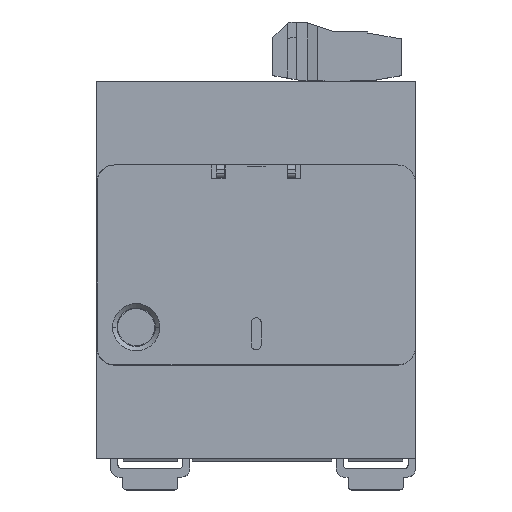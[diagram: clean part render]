
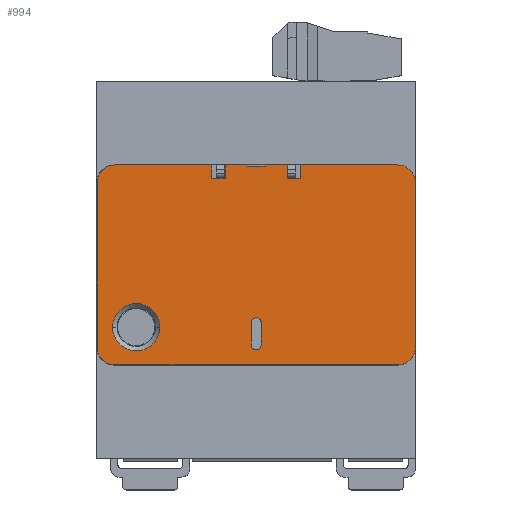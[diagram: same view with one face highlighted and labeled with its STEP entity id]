
A CAD part, top view. The second image highlights one B-rep face of the part: STEP entity #994.
In plain terms, the highlighted planar face has unit normal (0, 0, 1).
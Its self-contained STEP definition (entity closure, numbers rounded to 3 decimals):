
#13=DIRECTION('',(0.,-1.,0.));
#14=VECTOR('',#13,4.948);
#15=CARTESIAN_POINT('',(34.805,37.419,0.));
#16=LINE('',#15,#14);
#17=CARTESIAN_POINT('',(35.905,32.471,0.));
#18=DIRECTION('',(0.,0.,1.));
#19=DIRECTION('',(-1.,0.,0.));
#20=AXIS2_PLACEMENT_3D('',#17,#18,#19);
#22=DIRECTION('',(0.,1.,0.));
#23=VECTOR('',#22,5.03);
#24=CARTESIAN_POINT('',(37.005,32.471,0.));
#25=LINE('',#24,#23);
#26=CARTESIAN_POINT('',(35.903,37.502,0.));
#27=DIRECTION('',(0.,0.,1.));
#28=DIRECTION('',(1.,0.,0.));
#29=AXIS2_PLACEMENT_3D('',#26,#27,#28);
#31=CARTESIAN_POINT('',(67.705,69.002,0.));
#32=DIRECTION('',(0.,0.,1.));
#33=DIRECTION('',(1.,0.,0.));
#34=AXIS2_PLACEMENT_3D('',#31,#32,#33);
#36=DIRECTION('',(0.,1.,0.));
#37=VECTOR('',#36,37.);
#38=CARTESIAN_POINT('',(71.705,32.002,0.));
#39=LINE('',#38,#37);
#40=CARTESIAN_POINT('',(67.705,32.002,0.));
#41=DIRECTION('',(0.,0.,1.));
#42=DIRECTION('',(0.,-1.,0.));
#43=AXIS2_PLACEMENT_3D('',#40,#41,#42);
#45=DIRECTION('',(1.,0.,0.));
#46=VECTOR('',#45,63.6);
#47=CARTESIAN_POINT('',(4.105,28.002,0.));
#48=LINE('',#47,#46);
#49=CARTESIAN_POINT('',(4.105,32.002,0.));
#50=DIRECTION('',(0.,0.,1.));
#51=DIRECTION('',(-1.,0.,0.));
#52=AXIS2_PLACEMENT_3D('',#49,#50,#51);
#54=DIRECTION('',(0.,-1.,0.));
#55=VECTOR('',#54,37.);
#56=CARTESIAN_POINT('',(0.105,69.002,0.));
#57=LINE('',#56,#55);
#58=CARTESIAN_POINT('',(4.105,69.002,0.));
#59=DIRECTION('',(0.,0.,1.));
#60=DIRECTION('',(0.,1.,0.));
#61=AXIS2_PLACEMENT_3D('',#58,#59,#60);
#63=DIRECTION('',(-1.,0.,0.));
#64=VECTOR('',#63,21.8);
#65=CARTESIAN_POINT('',(25.905,73.002,0.));
#66=LINE('',#65,#64);
#67=DIRECTION('',(0.,1.,0.));
#68=VECTOR('',#67,3.);
#69=CARTESIAN_POINT('',(25.905,70.002,0.));
#70=LINE('',#69,#68);
#71=DIRECTION('',(-1.,0.,0.));
#72=VECTOR('',#71,3.);
#73=CARTESIAN_POINT('',(28.905,70.002,0.));
#74=LINE('',#73,#72);
#75=DIRECTION('',(0.,-1.,0.));
#76=VECTOR('',#75,3.);
#77=CARTESIAN_POINT('',(28.905,73.002,0.));
#78=LINE('',#77,#76);
#79=DIRECTION('',(-1.,0.,0.));
#80=VECTOR('',#79,5.);
#81=CARTESIAN_POINT('',(33.905,73.002,0.));
#82=LINE('',#81,#80);
#83=DIRECTION('',(0.,1.,0.));
#84=VECTOR('',#83,0.35);
#85=CARTESIAN_POINT('',(33.905,72.652,0.));
#86=LINE('',#85,#84);
#87=DIRECTION('',(-1.,0.,0.));
#88=VECTOR('',#87,4.);
#89=CARTESIAN_POINT('',(37.905,72.652,0.));
#90=LINE('',#89,#88);
#91=DIRECTION('',(0.,-1.,0.));
#92=VECTOR('',#91,0.35);
#93=CARTESIAN_POINT('',(37.905,73.002,0.));
#94=LINE('',#93,#92);
#95=DIRECTION('',(-1.,0.,0.));
#96=VECTOR('',#95,5.);
#97=CARTESIAN_POINT('',(42.905,73.002,0.));
#98=LINE('',#97,#96);
#99=DIRECTION('',(0.,1.,0.));
#100=VECTOR('',#99,3.);
#101=CARTESIAN_POINT('',(42.905,70.002,0.));
#102=LINE('',#101,#100);
#103=DIRECTION('',(-1.,0.,0.));
#104=VECTOR('',#103,3.);
#105=CARTESIAN_POINT('',(45.905,70.002,0.));
#106=LINE('',#105,#104);
#107=DIRECTION('',(0.,-1.,0.));
#108=VECTOR('',#107,3.);
#109=CARTESIAN_POINT('',(45.905,73.002,0.));
#110=LINE('',#109,#108);
#111=DIRECTION('',(-1.,0.,0.));
#112=VECTOR('',#111,21.8);
#113=CARTESIAN_POINT('',(67.705,73.002,0.));
#114=LINE('',#113,#112);
#115=CARTESIAN_POINT('',(8.905,36.502,0.));
#116=DIRECTION('',(0.,0.,-1.));
#117=DIRECTION('',(-1.,0.,0.));
#118=AXIS2_PLACEMENT_3D('',#115,#116,#117);
#120=CARTESIAN_POINT('',(8.905,36.502,0.));
#121=DIRECTION('',(0.,0.,-1.));
#122=DIRECTION('',(1.,0.,0.));
#123=AXIS2_PLACEMENT_3D('',#120,#121,#122);
#711=CARTESIAN_POINT('',(45.905,73.002,0.));
#712=CARTESIAN_POINT('',(45.905,70.002,0.));
#713=VERTEX_POINT('',#711);
#714=VERTEX_POINT('',#712);
#715=CARTESIAN_POINT('',(42.905,70.002,0.));
#716=VERTEX_POINT('',#715);
#717=CARTESIAN_POINT('',(42.905,73.002,0.));
#718=VERTEX_POINT('',#717);
#719=CARTESIAN_POINT('',(37.905,73.002,0.));
#720=VERTEX_POINT('',#719);
#721=CARTESIAN_POINT('',(37.905,72.652,0.));
#722=VERTEX_POINT('',#721);
#723=CARTESIAN_POINT('',(33.905,72.652,0.));
#724=VERTEX_POINT('',#723);
#725=CARTESIAN_POINT('',(33.905,73.002,0.));
#726=VERTEX_POINT('',#725);
#727=CARTESIAN_POINT('',(28.905,73.002,0.));
#728=VERTEX_POINT('',#727);
#729=CARTESIAN_POINT('',(28.905,70.002,0.));
#730=VERTEX_POINT('',#729);
#731=CARTESIAN_POINT('',(25.905,70.002,0.));
#732=VERTEX_POINT('',#731);
#733=CARTESIAN_POINT('',(25.905,73.002,0.));
#734=VERTEX_POINT('',#733);
#871=CARTESIAN_POINT('',(34.805,37.419,0.));
#872=CARTESIAN_POINT('',(34.805,32.471,0.));
#873=VERTEX_POINT('',#871);
#874=VERTEX_POINT('',#872);
#875=CARTESIAN_POINT('',(37.005,32.471,0.));
#876=VERTEX_POINT('',#875);
#877=CARTESIAN_POINT('',(37.005,37.502,0.));
#878=VERTEX_POINT('',#877);
#895=CARTESIAN_POINT('',(71.705,69.002,0.));
#896=VERTEX_POINT('',#895);
#897=CARTESIAN_POINT('',(67.705,73.002,0.));
#898=VERTEX_POINT('',#897);
#903=CARTESIAN_POINT('',(67.705,28.002,0.));
#904=VERTEX_POINT('',#903);
#905=CARTESIAN_POINT('',(71.705,32.002,0.));
#906=VERTEX_POINT('',#905);
#911=CARTESIAN_POINT('',(4.105,73.002,0.));
#912=VERTEX_POINT('',#911);
#913=CARTESIAN_POINT('',(0.105,69.002,0.));
#914=VERTEX_POINT('',#913);
#919=CARTESIAN_POINT('',(0.105,32.002,0.));
#920=VERTEX_POINT('',#919);
#921=CARTESIAN_POINT('',(4.105,28.002,0.));
#922=VERTEX_POINT('',#921);
#923=CARTESIAN_POINT('',(3.605,36.502,0.));
#924=CARTESIAN_POINT('',(14.205,36.502,0.));
#925=VERTEX_POINT('',#923);
#926=VERTEX_POINT('',#924);
#931=CARTESIAN_POINT('',(0.,0.,0.));
#932=DIRECTION('',(0.,0.,1.));
#933=DIRECTION('',(1.,0.,0.));
#934=AXIS2_PLACEMENT_3D('',#931,#932,#933);
#935=PLANE('',#934);
#937=ORIENTED_EDGE('',*,*,#936,.F.);
#939=ORIENTED_EDGE('',*,*,#938,.F.);
#941=ORIENTED_EDGE('',*,*,#940,.F.);
#943=ORIENTED_EDGE('',*,*,#942,.F.);
#945=ORIENTED_EDGE('',*,*,#944,.F.);
#947=ORIENTED_EDGE('',*,*,#946,.F.);
#949=ORIENTED_EDGE('',*,*,#948,.F.);
#951=ORIENTED_EDGE('',*,*,#950,.F.);
#953=ORIENTED_EDGE('',*,*,#952,.F.);
#955=ORIENTED_EDGE('',*,*,#954,.F.);
#957=ORIENTED_EDGE('',*,*,#956,.F.);
#959=ORIENTED_EDGE('',*,*,#958,.F.);
#961=ORIENTED_EDGE('',*,*,#960,.F.);
#963=ORIENTED_EDGE('',*,*,#962,.F.);
#965=ORIENTED_EDGE('',*,*,#964,.F.);
#967=ORIENTED_EDGE('',*,*,#966,.F.);
#969=ORIENTED_EDGE('',*,*,#968,.F.);
#971=ORIENTED_EDGE('',*,*,#970,.F.);
#973=ORIENTED_EDGE('',*,*,#972,.F.);
#975=ORIENTED_EDGE('',*,*,#974,.F.);
#976=EDGE_LOOP('',(#937,#939,#941,#943,#945,#947,#949,#951,#953,#955,#957,#959,
#961,#963,#965,#967,#969,#971,#973,#975));
#977=FACE_OUTER_BOUND('',#976,.F.);
#979=ORIENTED_EDGE('',*,*,#978,.T.);
#981=ORIENTED_EDGE('',*,*,#980,.T.);
#983=ORIENTED_EDGE('',*,*,#982,.T.);
#985=ORIENTED_EDGE('',*,*,#984,.T.);
#986=EDGE_LOOP('',(#979,#981,#983,#985));
#987=FACE_BOUND('',#986,.F.);
#989=ORIENTED_EDGE('',*,*,#988,.F.);
#991=ORIENTED_EDGE('',*,*,#990,.F.);
#992=EDGE_LOOP('',(#989,#991));
#993=FACE_BOUND('',#992,.F.);
#994=ADVANCED_FACE('',(#977,#987,#993),#935,.T.);
#21=CIRCLE('',#20,1.1);
#30=CIRCLE('',#29,1.102);
#35=CIRCLE('',#34,4.);
#44=CIRCLE('',#43,4.);
#53=CIRCLE('',#52,4.);
#62=CIRCLE('',#61,4.);
#119=CIRCLE('',#118,5.3);
#124=CIRCLE('',#123,5.3);
#936=EDGE_CURVE('',#896,#898,#35,.T.);
#938=EDGE_CURVE('',#906,#896,#39,.T.);
#940=EDGE_CURVE('',#904,#906,#44,.T.);
#942=EDGE_CURVE('',#922,#904,#48,.T.);
#944=EDGE_CURVE('',#920,#922,#53,.T.);
#946=EDGE_CURVE('',#914,#920,#57,.T.);
#948=EDGE_CURVE('',#912,#914,#62,.T.);
#950=EDGE_CURVE('',#734,#912,#66,.T.);
#952=EDGE_CURVE('',#732,#734,#70,.T.);
#954=EDGE_CURVE('',#730,#732,#74,.T.);
#956=EDGE_CURVE('',#728,#730,#78,.T.);
#958=EDGE_CURVE('',#726,#728,#82,.T.);
#960=EDGE_CURVE('',#724,#726,#86,.T.);
#962=EDGE_CURVE('',#722,#724,#90,.T.);
#964=EDGE_CURVE('',#720,#722,#94,.T.);
#966=EDGE_CURVE('',#718,#720,#98,.T.);
#968=EDGE_CURVE('',#716,#718,#102,.T.);
#970=EDGE_CURVE('',#714,#716,#106,.T.);
#972=EDGE_CURVE('',#713,#714,#110,.T.);
#974=EDGE_CURVE('',#898,#713,#114,.T.);
#978=EDGE_CURVE('',#873,#874,#16,.T.);
#980=EDGE_CURVE('',#874,#876,#21,.T.);
#982=EDGE_CURVE('',#876,#878,#25,.T.);
#984=EDGE_CURVE('',#878,#873,#30,.T.);
#988=EDGE_CURVE('',#925,#926,#119,.T.);
#990=EDGE_CURVE('',#926,#925,#124,.T.);
